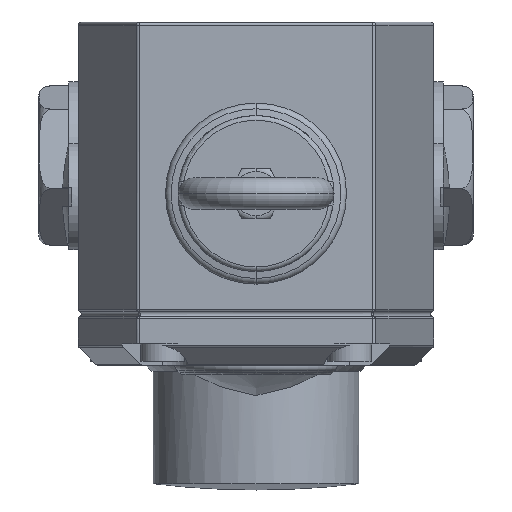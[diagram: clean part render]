
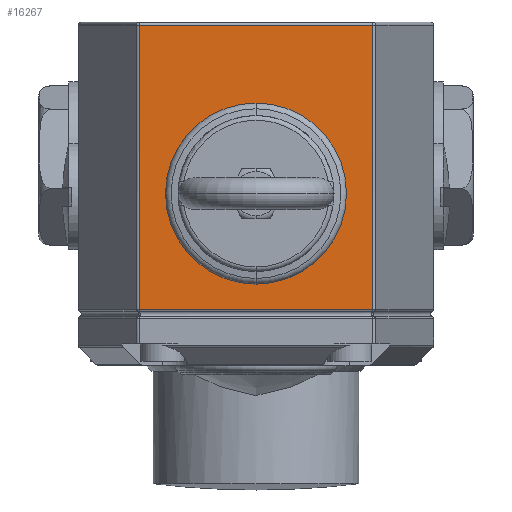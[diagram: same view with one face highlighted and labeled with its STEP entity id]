
A CAD part, front view. The second image highlights one B-rep face of the part: STEP entity #16267.
In plain terms, the highlighted planar face has unit normal (0, -1, 0).
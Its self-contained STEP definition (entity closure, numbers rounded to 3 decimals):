
#94 = CARTESIAN_POINT ( 'NONE',  ( 0., 0., 0. ) ) ;
#281 = EDGE_CURVE ( 'NONE', #2340, #4803, #11908, .T. ) ;
#471 = DIRECTION ( 'NONE',  ( 0., 0., -1. ) ) ;
#797 = ORIENTED_EDGE ( 'NONE', *, *, #4689, .T. ) ;
#1094 = CARTESIAN_POINT ( 'NONE',  ( 18.712, 0., -18.593 ) ) ;
#1520 = DIRECTION ( 'NONE',  ( 0., 0., -1. ) ) ;
#1904 = CIRCLE ( 'NONE', #13613, 14.5 ) ;
#2340 = VERTEX_POINT ( 'NONE', #14332 ) ;
#2525 = CARTESIAN_POINT ( 'NONE',  ( -18.712, 0., 27. ) ) ;
#2582 = CARTESIAN_POINT ( 'NONE',  ( 0., 0., 14.5 ) ) ;
#2686 = FACE_OUTER_BOUND ( 'NONE', #8179, .T. ) ;
#3254 = DIRECTION ( 'NONE',  ( 0., 0., 1. ) ) ;
#3509 = EDGE_CURVE ( 'NONE', #4803, #8124, #14167, .T. ) ;
#3627 = CARTESIAN_POINT ( 'NONE',  ( 0., 0., -18.593 ) ) ;
#3738 = CARTESIAN_POINT ( 'NONE',  ( 0., 0., 0. ) ) ;
#4129 = VECTOR ( 'NONE', #15376, 1000. ) ;
#4175 = LINE ( 'NONE', #6172, #18469 ) ;
#4279 = VECTOR ( 'NONE', #13036, 1000. ) ;
#4689 = EDGE_CURVE ( 'NONE', #14547, #2340, #15549, .T. ) ;
#4803 = VERTEX_POINT ( 'NONE', #9925 ) ;
#5194 = DIRECTION ( 'NONE',  ( 0., 0., -1. ) ) ;
#6172 = CARTESIAN_POINT ( 'NONE',  ( 18.712, 0., 27.5 ) ) ;
#6550 = FACE_BOUND ( 'NONE', #7982, .T. ) ;
#7337 = EDGE_CURVE ( 'NONE', #13269, #12175, #10947, .T. ) ;
#7982 = EDGE_LOOP ( 'NONE', ( #14931, #18301 ) ) ;
#8124 = VERTEX_POINT ( 'NONE', #1094 ) ;
#8179 = EDGE_LOOP ( 'NONE', ( #13521, #797, #18036, #16398 ) ) ;
#8514 = CARTESIAN_POINT ( 'NONE',  ( 0., 0., -14.5 ) ) ;
#9003 = DIRECTION ( 'NONE',  ( 0., -1., 0. ) ) ;
#9925 = CARTESIAN_POINT ( 'NONE',  ( -18.712, 0., -18.593 ) ) ;
#10031 = DIRECTION ( 'NONE',  ( 0., -1., 0. ) ) ;
#10947 = CIRCLE ( 'NONE', #14722, 14.5 ) ;
#11908 = LINE ( 'NONE', #17171, #4279 ) ;
#12175 = VERTEX_POINT ( 'NONE', #2582 ) ;
#12208 = DIRECTION ( 'NONE',  ( 1., 0., 0. ) ) ;
#12489 = EDGE_CURVE ( 'NONE', #8124, #14547, #4175, .T. ) ;
#13036 = DIRECTION ( 'NONE',  ( 0., 0., -1. ) ) ;
#13269 = VERTEX_POINT ( 'NONE', #8514 ) ;
#13332 = EDGE_CURVE ( 'NONE', #12175, #13269, #1904, .T. ) ;
#13521 = ORIENTED_EDGE ( 'NONE', *, *, #12489, .T. ) ;
#13613 = AXIS2_PLACEMENT_3D ( 'NONE', #17558, #9003, #471 ) ;
#13679 = PLANE ( 'NONE',  #15632 ) ;
#13744 = DIRECTION ( 'NONE',  ( 0., -1., 0. ) ) ;
#13988 = CARTESIAN_POINT ( 'NONE',  ( 18.712, 0., 27. ) ) ;
#14167 = LINE ( 'NONE', #3627, #17966 ) ;
#14332 = CARTESIAN_POINT ( 'NONE',  ( -18.712, 0., 27. ) ) ;
#14547 = VERTEX_POINT ( 'NONE', #13988 ) ;
#14722 = AXIS2_PLACEMENT_3D ( 'NONE', #94, #10031, #1520 ) ;
#14931 = ORIENTED_EDGE ( 'NONE', *, *, #13332, .F. ) ;
#15376 = DIRECTION ( 'NONE',  ( -1., 0., 0. ) ) ;
#15549 = LINE ( 'NONE', #2525, #4129 ) ;
#15632 = AXIS2_PLACEMENT_3D ( 'NONE', #3738, #13744, #5194 ) ;
#16267 = ADVANCED_FACE ( 'NONE', ( #2686, #6550 ), #13679, .T. ) ;
#16398 = ORIENTED_EDGE ( 'NONE', *, *, #3509, .T. ) ;
#17171 = CARTESIAN_POINT ( 'NONE',  ( -18.712, 0., -18.8 ) ) ;
#17558 = CARTESIAN_POINT ( 'NONE',  ( 0., 0., 0. ) ) ;
#17966 = VECTOR ( 'NONE', #12208, 1000. ) ;
#18036 = ORIENTED_EDGE ( 'NONE', *, *, #281, .T. ) ;
#18301 = ORIENTED_EDGE ( 'NONE', *, *, #7337, .F. ) ;
#18469 = VECTOR ( 'NONE', #3254, 1000. ) ;
